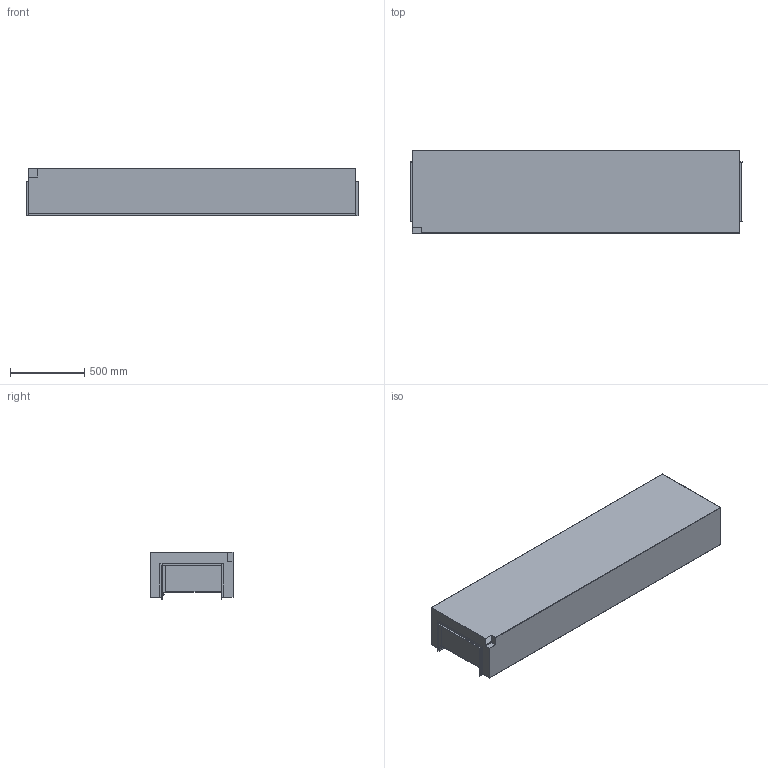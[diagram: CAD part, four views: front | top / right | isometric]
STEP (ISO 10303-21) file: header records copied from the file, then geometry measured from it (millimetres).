
FILE_DESCRIPTION (( 'STEP AP214' ), '1' );
FILE_NAME ('2200 Engine.STEP', '2025-12-08T14:00:32', ( '' ), ( '' ), 'SwSTEP 2.0', 'SolidWorks 2024', '' );
FILE_SCHEMA (( 'AUTOMOTIVE_DESIGN' ));
Length unit declared in the file: millimetre
Products named in the file (1): 2200 Engine
Bounding box: 2232 x 555 x 321 mm (x, y, z)
Volume: 8755594.4 mm3; surface area: 11894767.1 mm2
Topology: 21 solids, 21 shells, 1209 faces, 3381 edges, 2213 vertices
Faces by surface type: plane 1163, cylinder 39, bspline 4, sphere 3
Entity records: 38990 total; most frequent: CARTESIAN_POINT 6841, ORIENTED_EDGE 6744, DIRECTION 5857, EDGE_CURVE 3372, LINE 3283, VECTOR 3283, VERTEX_POINT 2207, EDGE_LOOP 1661
